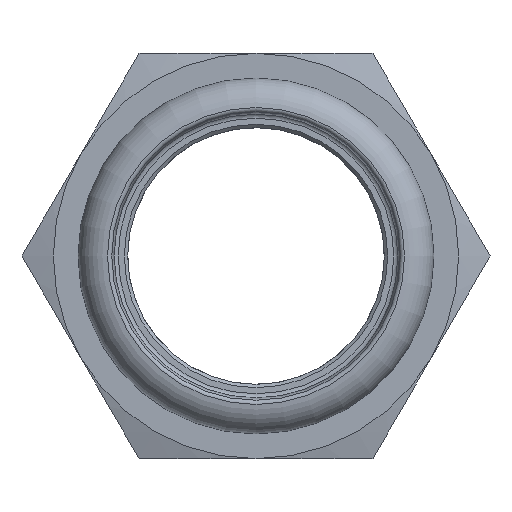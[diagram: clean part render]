
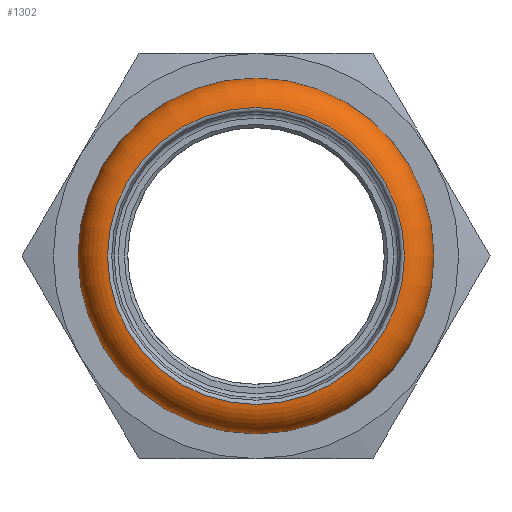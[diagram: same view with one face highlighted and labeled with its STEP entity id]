
A CAD part, front view. The second image highlights one B-rep face of the part: STEP entity #1302.
In plain terms, the highlighted toroidal (fillet/blend) face has major radius 21.739 mm and minor radius 4.611 mm.
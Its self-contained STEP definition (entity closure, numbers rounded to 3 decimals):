
#230=FACE_OUTER_BOUND('',#316,.T.);
#316=EDGE_LOOP('',(#877,#878,#879,#880,#881,#882));
#414=CIRCLE('',#1409,22.7);
#415=CIRCLE('',#1410,22.7);
#416=CIRCLE('',#1411,4.611);
#417=CIRCLE('',#1412,21.982);
#418=CIRCLE('',#1413,21.982);
#535=VERTEX_POINT('',#2072);
#536=VERTEX_POINT('',#2073);
#537=VERTEX_POINT('',#2076);
#538=VERTEX_POINT('',#2078);
#669=EDGE_CURVE('',#535,#536,#414,.T.);
#670=EDGE_CURVE('',#536,#535,#415,.T.);
#671=EDGE_CURVE('',#536,#537,#416,.T.);
#672=EDGE_CURVE('',#537,#538,#417,.T.);
#673=EDGE_CURVE('',#538,#537,#418,.T.);
#877=ORIENTED_EDGE('',*,*,#669,.F.);
#878=ORIENTED_EDGE('',*,*,#670,.F.);
#879=ORIENTED_EDGE('',*,*,#671,.T.);
#880=ORIENTED_EDGE('',*,*,#672,.T.);
#881=ORIENTED_EDGE('',*,*,#673,.T.);
#882=ORIENTED_EDGE('',*,*,#671,.F.);
#1293=TOROIDAL_SURFACE('',#1408,21.739,4.611);
#1302=ADVANCED_FACE('',(#230),#1293,.T.);
#1408=AXIS2_PLACEMENT_3D('',#2071,#1617,#1618);
#1409=AXIS2_PLACEMENT_3D('',#2074,#1619,#1620);
#1410=AXIS2_PLACEMENT_3D('',#2075,#1621,#1622);
#1411=AXIS2_PLACEMENT_3D('',#2077,#1623,#1624);
#1412=AXIS2_PLACEMENT_3D('',#2079,#1625,#1626);
#1413=AXIS2_PLACEMENT_3D('',#2080,#1627,#1628);
#1617=DIRECTION('center_axis',(0.,1.,0.));
#1618=DIRECTION('ref_axis',(0.,0.,1.));
#1619=DIRECTION('center_axis',(0.,1.,0.));
#1620=DIRECTION('ref_axis',(0.,0.,1.));
#1621=DIRECTION('center_axis',(0.,1.,0.));
#1622=DIRECTION('ref_axis',(0.,0.,1.));
#1623=DIRECTION('center_axis',(-1.,0.,0.));
#1624=DIRECTION('ref_axis',(0.,0.,-1.));
#1625=DIRECTION('center_axis',(0.,1.,0.));
#1626=DIRECTION('ref_axis',(0.,0.,1.));
#1627=DIRECTION('center_axis',(0.,1.,0.));
#1628=DIRECTION('ref_axis',(0.,0.,1.));
#2071=CARTESIAN_POINT('Origin',(0.,4.606,0.));
#2072=CARTESIAN_POINT('',(0.,9.116,22.7));
#2073=CARTESIAN_POINT('',(0.,9.116,-22.7));
#2074=CARTESIAN_POINT('Origin',(0.,9.116,0.));
#2075=CARTESIAN_POINT('Origin',(0.,9.116,0.));
#2076=CARTESIAN_POINT('',(0.,0.001,-21.982));
#2077=CARTESIAN_POINT('Origin',(0.,4.606,-21.739));
#2078=CARTESIAN_POINT('',(0.,0.001,21.982));
#2079=CARTESIAN_POINT('Origin',(0.,0.001,0.));
#2080=CARTESIAN_POINT('Origin',(0.,0.001,0.));
